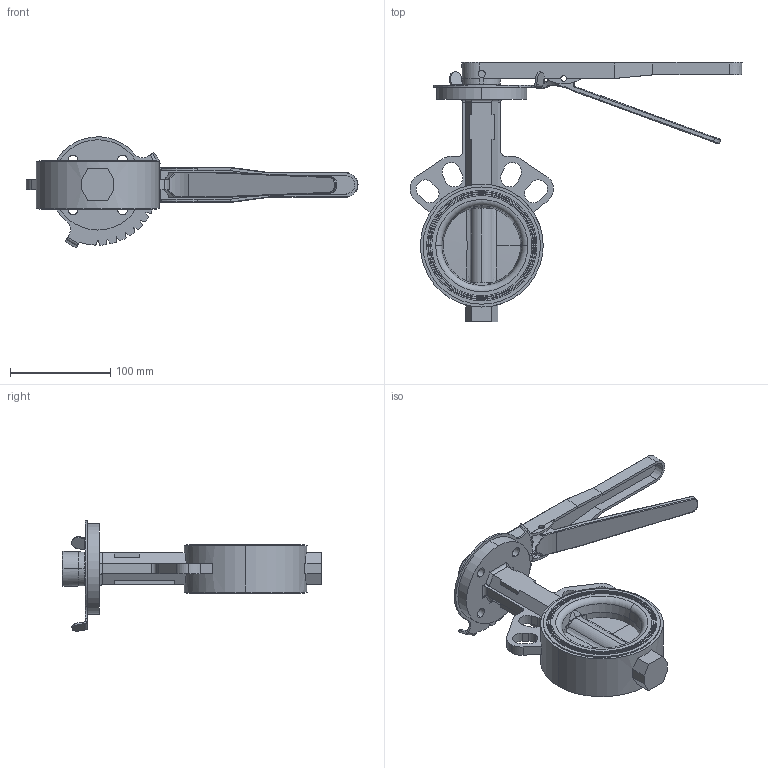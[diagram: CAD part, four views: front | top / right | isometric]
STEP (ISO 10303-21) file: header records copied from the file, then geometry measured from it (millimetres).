
FILE_DESCRIPTION (( 'STEP AP214' ), '1' );
FILE_NAME ('NS-0300-WAFER-HANDLE.step', '2019-03-07T20:49:30', ( '' ), ( '' ), 'SwSTEP 2.0', 'SolidWorks 2019', '' );
FILE_SCHEMA (( 'AUTOMOTIVE_DESIGN' ));
Length unit declared in the file: inch
Products named in the file (1): NS-0300-WAFER-HANDLE
Bounding box: 331.04 x 258.94 x 110.01 mm (x, y, z)
Surface area: 151308.3 mm2 (no closed solid volume)
Topology: 0 solids, 25 shells, 457 faces, 1669 edges, 1211 vertices
Faces by surface type: cylinder 174, plane 165, bspline 54, torus 38, cone 23, sphere 3
Entity records: 31121 total; most frequent: CARTESIAN_POINT 11824, ORIENTED_EDGE 2731, DIRECTION 2526, EDGE_CURVE 1663, VERTEX_POINT 1209, AXIS2_PLACEMENT_3D 889, VECTOR 748, LINE 748
